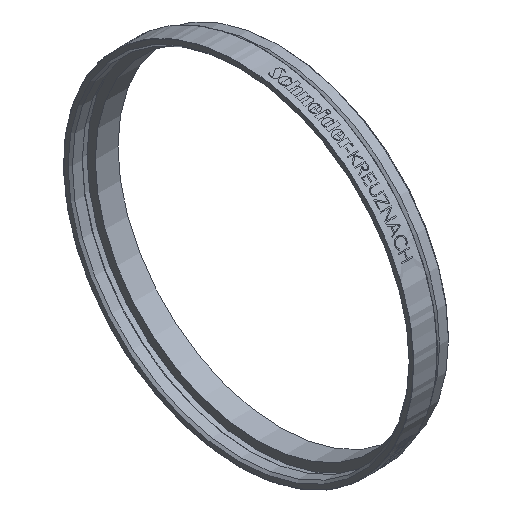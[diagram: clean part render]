
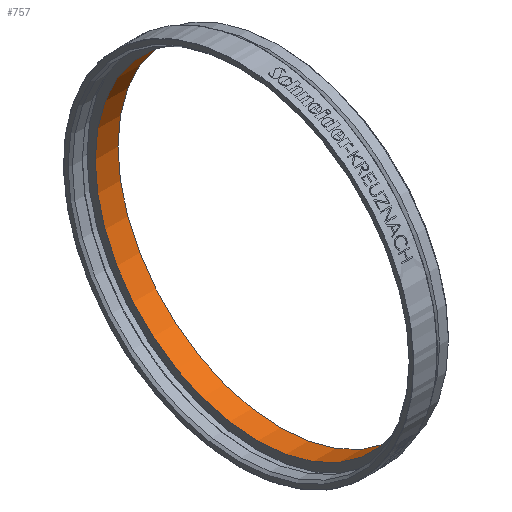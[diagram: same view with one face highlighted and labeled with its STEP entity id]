
A CAD part, isometric view. The second image highlights one B-rep face of the part: STEP entity #757.
In plain terms, the highlighted cylindrical face has radius 34.3 mm (diameter 68.6 mm), a full revolution.
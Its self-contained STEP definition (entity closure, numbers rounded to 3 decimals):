
#669=CYLINDRICAL_SURFACE('',#3208,34.3);
#757=ADVANCED_FACE('',(#861,#862),#669,.F.);
#861=FACE_BOUND('',#979,.T.);
#862=FACE_BOUND('',#980,.T.);
#979=EDGE_LOOP('',(#1159));
#980=EDGE_LOOP('',(#1160));
#1159=ORIENTED_EDGE('',*,*,#2672,.F.);
#1160=ORIENTED_EDGE('',*,*,#2671,.T.);
#2163=VERTEX_POINT('',#3537);
#2164=VERTEX_POINT('',#3540);
#2671=EDGE_CURVE('',#2163,#2163,#3179,.T.);
#2672=EDGE_CURVE('',#2164,#2164,#3180,.T.);
#3179=CIRCLE('',#3205,34.3);
#3180=CIRCLE('',#3207,34.3);
#3205=AXIS2_PLACEMENT_3D('',#3536,#3332,#3333);
#3207=AXIS2_PLACEMENT_3D('',#3539,#3336,#3337);
#3208=AXIS2_PLACEMENT_3D('',#3541,#3338,#3339);
#3332=DIRECTION('',(-1.,0.,0.));
#3333=DIRECTION('',(0.,1.,0.));
#3336=DIRECTION('',(-1.,0.,0.));
#3337=DIRECTION('',(0.,1.,0.));
#3338=DIRECTION('',(-1.,0.,0.));
#3339=DIRECTION('',(0.,1.,0.));
#3536=CARTESIAN_POINT('',(4.,0.,0.));
#3537=CARTESIAN_POINT('',(4.,34.3,0.));
#3539=CARTESIAN_POINT('',(8.8,0.,0.));
#3540=CARTESIAN_POINT('',(8.8,34.3,0.));
#3541=CARTESIAN_POINT('',(8.8,0.,0.));
